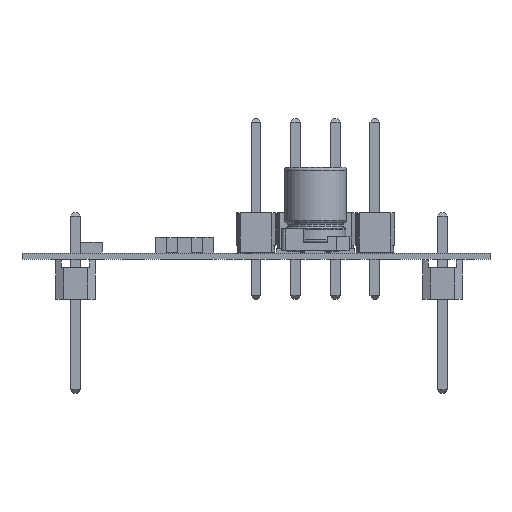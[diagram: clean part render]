
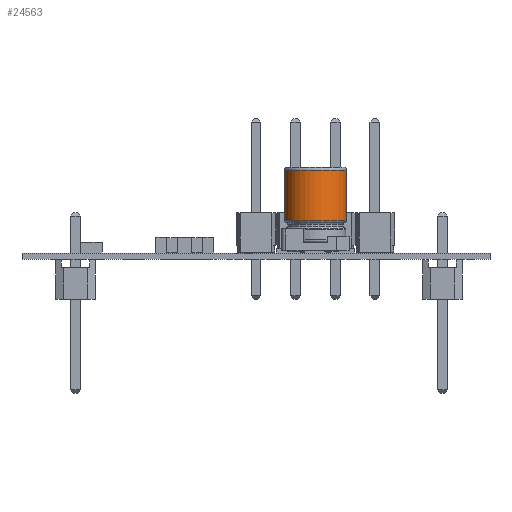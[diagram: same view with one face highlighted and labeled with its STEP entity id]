
A CAD part, front view. The second image highlights one B-rep face of the part: STEP entity #24563.
In plain terms, the highlighted cylindrical face has radius 2 mm (diameter 4 mm), a full revolution.
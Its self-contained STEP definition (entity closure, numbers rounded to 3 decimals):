
#24563 = ADVANCED_FACE('',(#24564),#24599,.T.);
#24564 = FACE_BOUND('',#24565,.T.);
#24565 = EDGE_LOOP('',(#24566,#24577,#24584,#24591,#24592));
#24566 = ORIENTED_EDGE('',*,*,#24567,.T.);
#24567 = EDGE_CURVE('',#24568,#24570,#24572,.T.);
#24568 = VERTEX_POINT('',#24569);
#24569 = CARTESIAN_POINT('',(21.495,21.59,
    5.3));
#24570 = VERTEX_POINT('',#24571);
#24571 = CARTESIAN_POINT('',(25.495,21.59,
    5.3));
#24572 = CIRCLE('',#24573,2.);
#24573 = AXIS2_PLACEMENT_3D('',#24574,#24575,#24576);
#24574 = CARTESIAN_POINT('',(23.495,21.59,
    5.3));
#24575 = DIRECTION('',(0.,0.,-1.));
#24576 = DIRECTION('',(-1.,0.,0.));
#24577 = ORIENTED_EDGE('',*,*,#24578,.T.);
#24578 = EDGE_CURVE('',#24570,#24579,#24581,.T.);
#24579 = VERTEX_POINT('',#24580);
#24580 = CARTESIAN_POINT('',(25.495,21.59,
    2.08));
#24581 = B_SPLINE_CURVE_WITH_KNOTS('',1,(#24582,#24583),.UNSPECIFIED.,
  .F.,.F.,(2,2),(5.25,8.47),.PIECEWISE_BEZIER_KNOTS.);
#24582 = CARTESIAN_POINT('',(25.495,21.59,
    5.3));
#24583 = CARTESIAN_POINT('',(25.495,21.59,
    2.08));
#24584 = ORIENTED_EDGE('',*,*,#24585,.T.);
#24585 = EDGE_CURVE('',#24579,#24579,#24586,.T.);
#24586 = CIRCLE('',#24587,2.);
#24587 = AXIS2_PLACEMENT_3D('',#24588,#24589,#24590);
#24588 = CARTESIAN_POINT('',(23.495,21.59,
    2.08));
#24589 = DIRECTION('',(0.,0.,1.));
#24590 = DIRECTION('',(1.,0.,0.));
#24591 = ORIENTED_EDGE('',*,*,#24578,.F.);
#24592 = ORIENTED_EDGE('',*,*,#24593,.T.);
#24593 = EDGE_CURVE('',#24570,#24568,#24594,.T.);
#24594 = CIRCLE('',#24595,2.);
#24595 = AXIS2_PLACEMENT_3D('',#24596,#24597,#24598);
#24596 = CARTESIAN_POINT('',(23.495,21.59,
    5.3));
#24597 = DIRECTION('',(0.,0.,-1.));
#24598 = DIRECTION('',(-1.,0.,0.));
#24599 = CYLINDRICAL_SURFACE('',#24600,2.);
#24600 = AXIS2_PLACEMENT_3D('',#24601,#24602,#24603);
#24601 = CARTESIAN_POINT('',(23.495,21.59,
    10.55));
#24602 = DIRECTION('',(0.,0.,-1.));
#24603 = DIRECTION('',(1.,0.,0.));
